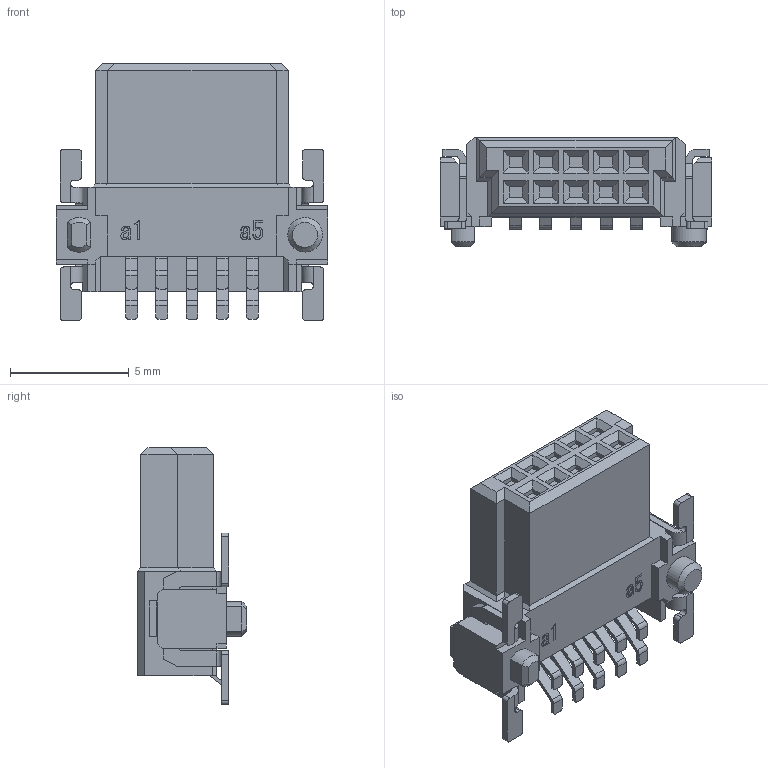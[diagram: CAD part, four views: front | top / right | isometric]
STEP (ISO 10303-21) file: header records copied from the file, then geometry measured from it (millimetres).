
FILE_DESCRIPTION( ('This file contains a STEP AP42 implementation' ,'as created by ZW3D STEP Interface translator.') ,'2;1' );
FILE_NAME( '3910-S010-096ZS3WR1.stp' ,'23 5 4.112147', (''), ('ZWCAD Software Co.'), 'Version 1.0', 'ZW3D to STEP translator', '' );
FILE_SCHEMA(('AUTOMOTIVE_DESIGN { 1 0 10303 214 1 1 1 1 }'));
Length unit declared in the file: millimetre
Products named in the file (2): 0; 3910-S010-096ZS3WR1
Bounding box: 11.43 x 4.6 x 10.8 mm (x, y, z)
Volume: 241.5 mm3; surface area: 458.8 mm2
Topology: 1 solids, 1 shells, 714 faces, 1901 edges, 1218 vertices
Faces by surface type: plane 545, cylinder 145, bspline 23, cone 1
Full cylindrical faces by diameter (mm): 1.45 x1
Entity records: 23689 total; most frequent: CARTESIAN_POINT 5782, ORIENTED_EDGE 3802, DIRECTION 3151, EDGE_CURVE 1901, VECTOR 1369, LINE 1369, VERTEX_POINT 1218, AXIS2_PLACEMENT_3D 891
